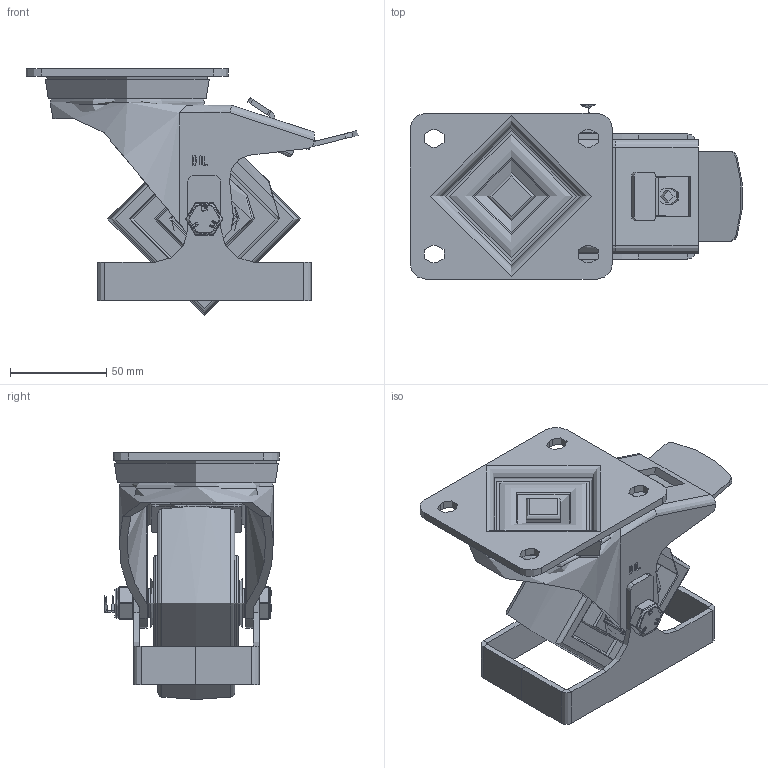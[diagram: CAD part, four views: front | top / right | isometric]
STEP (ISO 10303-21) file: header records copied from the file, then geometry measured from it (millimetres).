
FILE_DESCRIPTION(/* description */ (''),/* implementation_level */ '2;1');
FILE_NAME(/* name */ 'BZH100NYBJSWBFG.step',/* time_stamp */ '2024-10-04T15:05:48+01:00',/* author */ (''),/* organization */ (''),/* preprocessor_version */ 'ST-DEVELOPER v20',/* originating_system */ 'Autodesk Translation Framework v13.20.0.188',/* authorisation */ '');
FILE_SCHEMA (('AUTOMOTIVE_DESIGN { 1 0 10303 214 3 1 1 }'));
Length unit declared in the file: millimetre
Products named in the file (41): BZH100NYBJSWBFG; BZXH100WNYBJM15 v1; BZXH100WNYBJ; NYLON WHEEL; BEARING6202; BEARING 6202; Pattern; BEARING6202 (1); BEARING 6202 (1); Pattern (1); Component1; METAL; METAL2; MIDDLE; RUBBER; RUBBER2; BSM15XM20; ZINC PLATED, BEARING SPACER; TUBEM15X50 v1; ZINC PLATED AXLE TUBE; WP15X25X2BLK v1; NYLON WASHER; WP15X25X2BLK v1 (1); NYLON WASHER (1); FGP/100/50/10 v1 (2); A005190 (3); A005190 (1) (2); BZH100ASSWB v1 (1); ZINC PLATED, PRESSED STEEL TOP PLATE (1); ZINC PLATED, PRESSED STEEL FORKS (1); BEARING SEAL (1); ZINC PLATED, PRESSED STEEL BRAKE PEDAL (1); BRAKE PAD (1); BRAKE PAD Geometry (1); BRAKE BOLT (1); BOLTM10X80Z8.8 v2; ZINC PLATED STEEL BOLT; NYLOCM10Z v1; NYLOC NUT; RUBBER (1) ...
Assembly tree (60 placements, depth 6):
  BZH100NYBJSWBFG
    BZXH100WNYBJM15 v1
      BZXH100WNYBJ
        NYLON WHEEL
      BEARING6202
        BEARING 6202
          METAL
          METAL2
          Pattern
            Component1  x8
          MIDDLE
          RUBBER
          RUBBER2
      BEARING6202 (1)
        BEARING 6202 (1)
          Pattern (1)
            Component1  x8
          METAL
          METAL2
          MIDDLE
          RUBBER
          RUBBER2
      BSM15XM20
        ZINC PLATED, BEARING SPACER
    TUBEM15X50 v1
      ZINC PLATED AXLE TUBE
    WP15X25X2BLK v1
      NYLON WASHER
    WP15X25X2BLK v1 (1)
      NYLON WASHER (1)
    FGP/100/50/10 v1 (2)
      A005190 (3)
      A005190 (1) (2)
    BZH100ASSWB v1 (1)
      ZINC PLATED, PRESSED STEEL TOP PLATE (1)
      ZINC PLATED, PRESSED STEEL FORKS (1)
      BEARING SEAL (1)
      ZINC PLATED, PRESSED STEEL BRAKE PEDAL (1)
      BRAKE PAD (1)
        BRAKE PAD Geometry (1)
        BRAKE BOLT (1)
    BOLTM10X80Z8.8 v2
      ZINC PLATED STEEL BOLT
    NYLOCM10Z v1
      NYLOC NUT
        RUBBER (1)
        NUT
Bounding box: 172.17 x 90.5 x 128 mm (x, y, z)
Volume: 404815.5 mm3; surface area: 174231.7 mm2
Topology: 42 solids, 42 shells, 1403 faces, 3571 edges, 2342 vertices
Faces by surface type: plane 639, bspline 334, cylinder 312, sphere 66, torus 40, cone 12
Full cylindrical faces by diameter (mm): 6 x2, 8.141 x18, 9.85 x19, 10 x3, 10.2 x2, 10.5 x1, 11 x2, 12 x2, 15 x3, 15.75 x2, 16 x2, 17 x1, 18 x2, 19.9 x1, 20 x9, 22.5 x4, 23 x4, 25 x4, 30 x9, 30.5 x4, 31 x9, 32 x3, 35 x4, 49.5 x2, 60 x1, 72 x1, 77 x2, 80 x1
Entity records: 43001 total; most frequent: CARTESIAN_POINT 16975, ORIENTED_EDGE 5360, DIRECTION 4860, EDGE_CURVE 2680, VERTEX_POINT 1754, AXIS2_PLACEMENT_3D 1724, LINE 1412, VECTOR 1412
